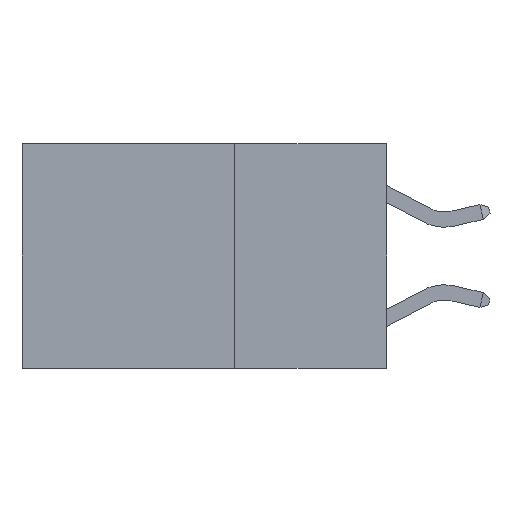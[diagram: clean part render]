
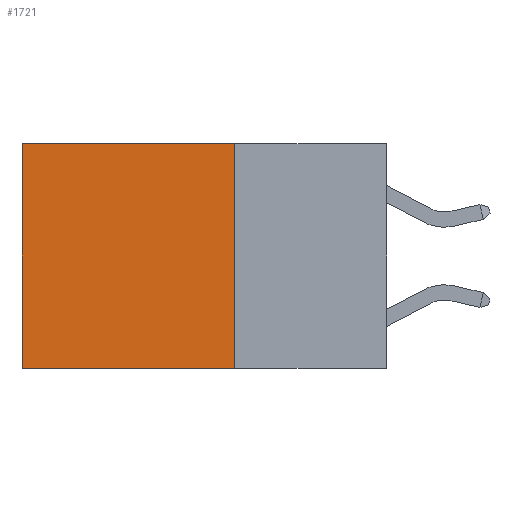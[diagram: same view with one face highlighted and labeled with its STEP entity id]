
A CAD part, left-side view. The second image highlights one B-rep face of the part: STEP entity #1721.
In plain terms, the highlighted planar face has unit normal (-1, 0, 0).
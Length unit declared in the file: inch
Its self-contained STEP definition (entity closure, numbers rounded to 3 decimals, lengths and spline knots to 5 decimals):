
#97 = LINE ( 'NONE', #9689, #4398 ) ;
#118 = EDGE_CURVE ( 'NONE', #712, #1501, #7911, .T. ) ;
#198 = DIRECTION ( 'NONE',  ( 0., 0., -1. ) ) ;
#435 = CARTESIAN_POINT ( 'NONE',  ( 0.2625, 0.25, -0.37 ) ) ;
#712 = VERTEX_POINT ( 'NONE', #8034 ) ;
#1075 = CARTESIAN_POINT ( 'NONE',  ( 0.2625, 0.25, 0. ) ) ;
#1282 = VECTOR ( 'NONE', #6866, 39.37008 ) ;
#1501 = VERTEX_POINT ( 'NONE', #435 ) ;
#1537 = DIRECTION ( 'NONE',  ( 0., 0., -1. ) ) ;
#1721 = ADVANCED_FACE ( 'NONE', ( #2265 ), #2833, .F. ) ;
#1765 = ORIENTED_EDGE ( 'NONE', *, *, #2442, .T. ) ;
#2042 = EDGE_LOOP ( 'NONE', ( #1765, #3924, #10418, #4186 ) ) ;
#2265 = FACE_OUTER_BOUND ( 'NONE', #2042, .T. ) ;
#2442 = EDGE_CURVE ( 'NONE', #6148, #7900, #97, .T. ) ;
#2812 = EDGE_CURVE ( 'NONE', #712, #6148, #7845, .T. ) ;
#2833 = PLANE ( 'NONE',  #4065 ) ;
#3248 = CARTESIAN_POINT ( 'NONE',  ( 0.2625, 0.6, 0. ) ) ;
#3802 = VECTOR ( 'NONE', #3956, 39.37008 ) ;
#3924 = ORIENTED_EDGE ( 'NONE', *, *, #10541, .F. ) ;
#3956 = DIRECTION ( 'NONE',  ( 0., 0., -1. ) ) ;
#4065 = AXIS2_PLACEMENT_3D ( 'NONE', #6889, #5283, #198 ) ;
#4186 = ORIENTED_EDGE ( 'NONE', *, *, #2812, .T. ) ;
#4398 = VECTOR ( 'NONE', #1537, 39.37008 ) ;
#5283 = DIRECTION ( 'NONE',  ( 1., 0., 0. ) ) ;
#5346 = CARTESIAN_POINT ( 'NONE',  ( 0.2625, 0.6, -0.37 ) ) ;
#6148 = VERTEX_POINT ( 'NONE', #3248 ) ;
#6866 = DIRECTION ( 'NONE',  ( 0., 1., 0. ) ) ;
#6889 = CARTESIAN_POINT ( 'NONE',  ( 0.2625, 0.25, 0. ) ) ;
#7683 = CARTESIAN_POINT ( 'NONE',  ( 0.2625, 0.25, 0. ) ) ;
#7845 = LINE ( 'NONE', #7683, #1282 ) ;
#7900 = VERTEX_POINT ( 'NONE', #5346 ) ;
#7911 = LINE ( 'NONE', #1075, #3802 ) ;
#8034 = CARTESIAN_POINT ( 'NONE',  ( 0.2625, 0.25, 0. ) ) ;
#8099 = VECTOR ( 'NONE', #8163, 39.37008 ) ;
#8163 = DIRECTION ( 'NONE',  ( 0., 1., 0. ) ) ;
#9689 = CARTESIAN_POINT ( 'NONE',  ( 0.2625, 0.6, 0. ) ) ;
#9809 = CARTESIAN_POINT ( 'NONE',  ( 0.2625, 0.25, -0.37 ) ) ;
#10243 = LINE ( 'NONE', #9809, #8099 ) ;
#10418 = ORIENTED_EDGE ( 'NONE', *, *, #118, .F. ) ;
#10541 = EDGE_CURVE ( 'NONE', #1501, #7900, #10243, .T. ) ;
